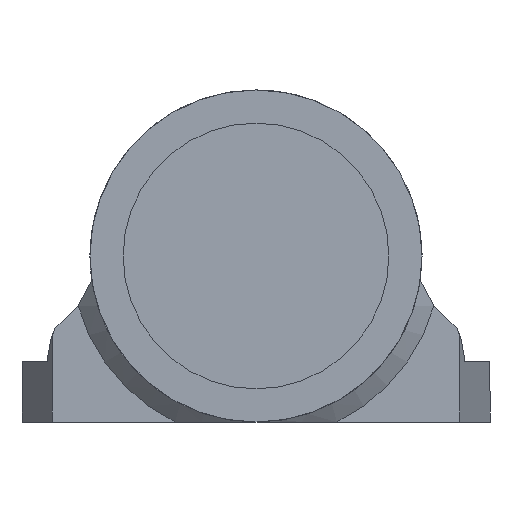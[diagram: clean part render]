
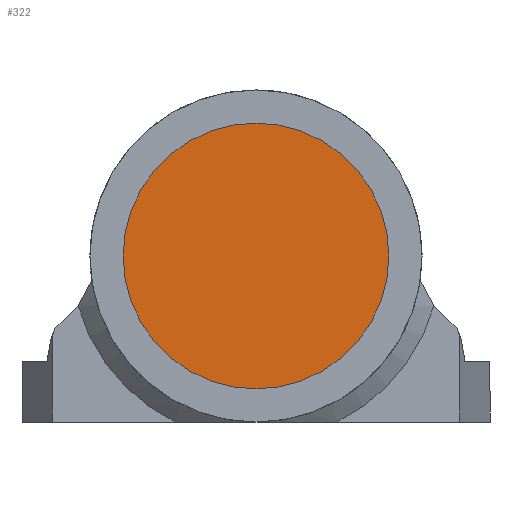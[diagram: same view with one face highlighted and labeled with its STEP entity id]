
A CAD part, left-side view. The second image highlights one B-rep face of the part: STEP entity #322.
In plain terms, the highlighted planar face has unit normal (-1, 0, 0).
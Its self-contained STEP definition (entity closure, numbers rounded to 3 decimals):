
#13 = EDGE_LOOP ( 'NONE', ( #114, #112 ) ) ;
#44 = CIRCLE ( 'NONE', #251, 4.4 ) ;
#112 = ORIENTED_EDGE ( 'NONE', *, *, #199, .T. ) ;
#114 = ORIENTED_EDGE ( 'NONE', *, *, #247, .T. ) ;
#199 = EDGE_CURVE ( 'NONE', #460, #461, #44, .T. ) ;
#247 = EDGE_CURVE ( 'NONE', #461, #460, #347, .T. ) ;
#251 = AXIS2_PLACEMENT_3D ( 'NONE', #474, #475, #476 ) ;
#264 = AXIS2_PLACEMENT_3D ( 'NONE', #644, #645, #646 ) ;
#265 = AXIS2_PLACEMENT_3D ( 'NONE', #726, #733, #734 ) ;
#322 = ADVANCED_FACE ( 'NONE', ( #364 ), #730, .T. ) ;
#347 = CIRCLE ( 'NONE', #264, 4.4 ) ;
#364 = FACE_OUTER_BOUND ( 'NONE', #13, .T. ) ;
#460 = VERTEX_POINT ( 'NONE', #797 ) ;
#461 = VERTEX_POINT ( 'NONE', #798 ) ;
#474 = CARTESIAN_POINT ( 'NONE',  ( -8., 0., 5.5 ) ) ;
#475 = DIRECTION ( 'NONE',  ( -1., 0., 0. ) ) ;
#476 = DIRECTION ( 'NONE',  ( 0., 0., 1. ) ) ;
#644 = CARTESIAN_POINT ( 'NONE',  ( -8., 0., 5.5 ) ) ;
#645 = DIRECTION ( 'NONE',  ( -1., 0., 0. ) ) ;
#646 = DIRECTION ( 'NONE',  ( 0., 0., 1. ) ) ;
#726 = CARTESIAN_POINT ( 'NONE',  ( -8., 0., 5.5 ) ) ;
#730 = PLANE ( 'NONE',  #265 ) ;
#733 = DIRECTION ( 'NONE',  ( -1., 0., 0. ) ) ;
#734 = DIRECTION ( 'NONE',  ( 0., 0., 1. ) ) ;
#797 = CARTESIAN_POINT ( 'NONE',  ( -8., 0., 1.1 ) ) ;
#798 = CARTESIAN_POINT ( 'NONE',  ( -8., 0., 9.9 ) ) ;
